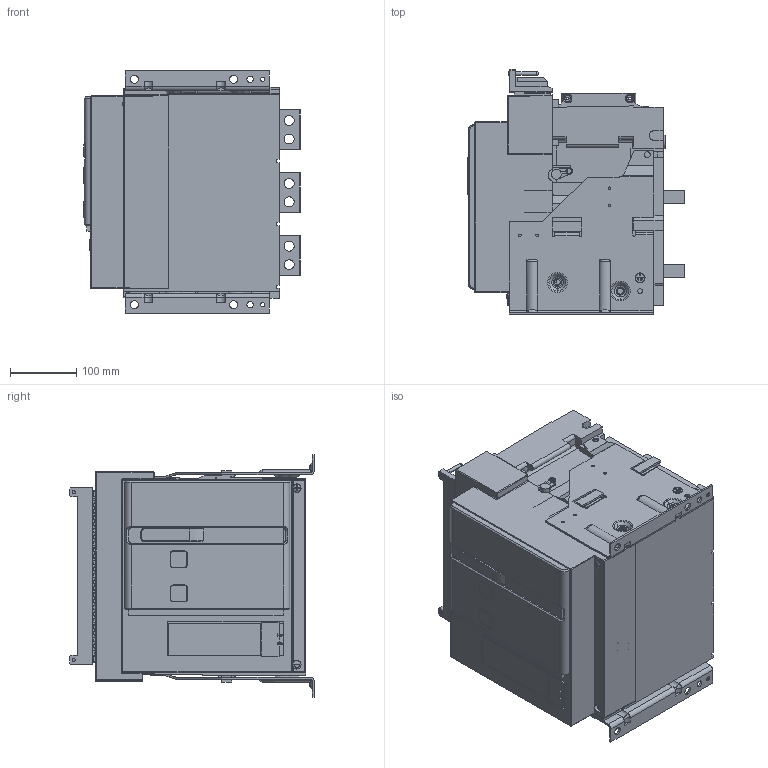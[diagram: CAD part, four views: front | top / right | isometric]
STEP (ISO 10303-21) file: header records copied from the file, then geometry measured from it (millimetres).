
FILE_DESCRIPTION((''),'2;1');
FILE_NAME('CDW3_2000_3P_GD','2020-06-13T',('li.xiong'),(''),'PRO/ENGINEER BY PARAMETRIC TECHNOLOGY CORPORATION, 2015440','PRO/ENGINEER BY PARAMETRIC TECHNOLOGY CORPORATION, 2015440','');
FILE_SCHEMA(('CONFIG_CONTROL_DESIGN'));
Products named in the file (1): CDW3_2000_3P_GD
Bounding box: 327.8 x 370.24 x 366.68 mm (x, y, z)
Volume: 26259460.8 mm3; surface area: 1321433.1 mm2
Topology: 3 solids, 3 shells, 2226 faces, 6469 edges, 4229 vertices
Faces by surface type: plane 1652, cylinder 383, cone 82, torus 51, bspline 40, sphere 18
Entity records: 83490 total; most frequent: CARTESIAN_POINT 24199, ORIENTED_EDGE 12902, DIRECTION 11617, EDGE_CURVE 6451, VECTOR 5073, LINE 5073, VERTEX_POINT 4229, AXIS2_PLACEMENT_3D 3272
